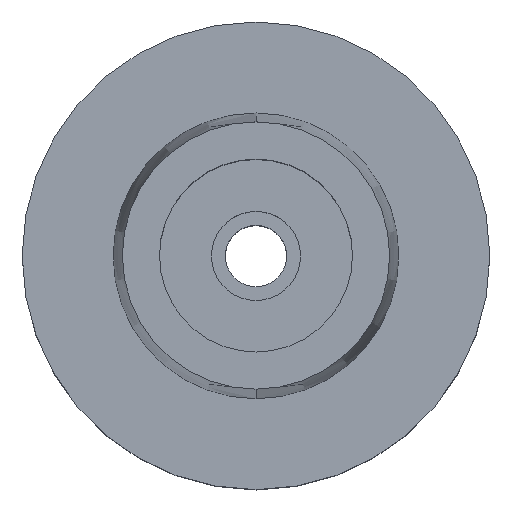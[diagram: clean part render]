
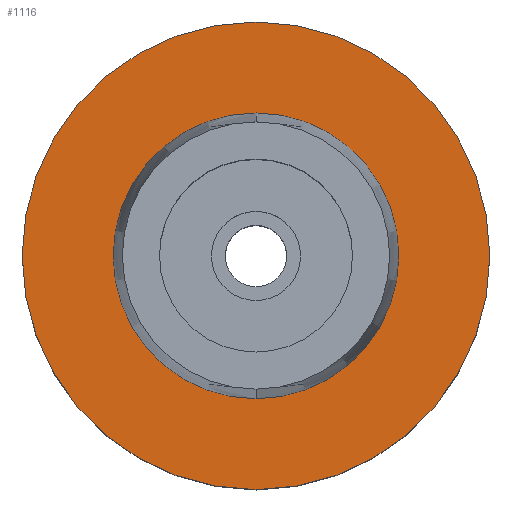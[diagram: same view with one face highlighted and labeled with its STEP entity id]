
A CAD part, top view. The second image highlights one B-rep face of the part: STEP entity #1116.
In plain terms, the highlighted planar face has unit normal (0, 0, 1).
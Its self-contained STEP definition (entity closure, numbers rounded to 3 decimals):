
#91=CARTESIAN_POINT('',(0.,0.,0.));
#92=DIRECTION('',(0.,0.,-1.));
#93=DIRECTION('',(0.,-1.,0.));
#94=AXIS2_PLACEMENT_3D('',#91,#92,#93);
#99=CARTESIAN_POINT('',(0.,0.,0.));
#100=DIRECTION('',(0.,0.,-1.));
#101=DIRECTION('',(0.,1.,0.));
#102=AXIS2_PLACEMENT_3D('',#99,#100,#101);
#107=CARTESIAN_POINT('',(0.,0.,0.));
#108=DIRECTION('',(0.,0.,1.));
#109=DIRECTION('',(0.,-1.,0.));
#110=AXIS2_PLACEMENT_3D('',#107,#108,#109);
#115=CARTESIAN_POINT('',(0.,0.,0.));
#116=DIRECTION('',(0.,0.,1.));
#117=DIRECTION('',(0.,1.,0.));
#118=AXIS2_PLACEMENT_3D('',#115,#116,#117);
#923=CARTESIAN_POINT('',(0.,19.25,0.));
#924=VERTEX_POINT('',#923);
#925=CARTESIAN_POINT('',(0.,-19.25,0.));
#926=VERTEX_POINT('',#925);
#927=CARTESIAN_POINT('',(0.,-31.5,0.));
#928=CARTESIAN_POINT('',(0.,31.5,0.));
#929=VERTEX_POINT('',#927);
#930=VERTEX_POINT('',#928);
#1101=CARTESIAN_POINT('',(0.,0.,0.));
#1102=DIRECTION('',(0.,0.,1.));
#1103=DIRECTION('',(0.,1.,0.));
#1104=AXIS2_PLACEMENT_3D('',#1101,#1102,#1103);
#1105=PLANE('',#1104);
#1107=ORIENTED_EDGE('',*,*,#1106,.T.);
#1109=ORIENTED_EDGE('',*,*,#1108,.T.);
#1110=EDGE_LOOP('',(#1107,#1109));
#1111=FACE_OUTER_BOUND('',#1110,.F.);
#1112=ORIENTED_EDGE('',*,*,#1094,.T.);
#1113=ORIENTED_EDGE('',*,*,#1083,.T.);
#1114=EDGE_LOOP('',(#1112,#1113));
#1115=FACE_BOUND('',#1114,.F.);
#95=CIRCLE('',#94,31.5);
#103=CIRCLE('',#102,31.5);
#111=CIRCLE('',#110,19.25);
#119=CIRCLE('',#118,19.25);
#1083=EDGE_CURVE('',#924,#926,#119,.T.);
#1094=EDGE_CURVE('',#926,#924,#111,.T.);
#1106=EDGE_CURVE('',#929,#930,#95,.T.);
#1108=EDGE_CURVE('',#930,#929,#103,.T.);
#1116=ADVANCED_FACE('',(#1111,#1115),#1105,.T.);
